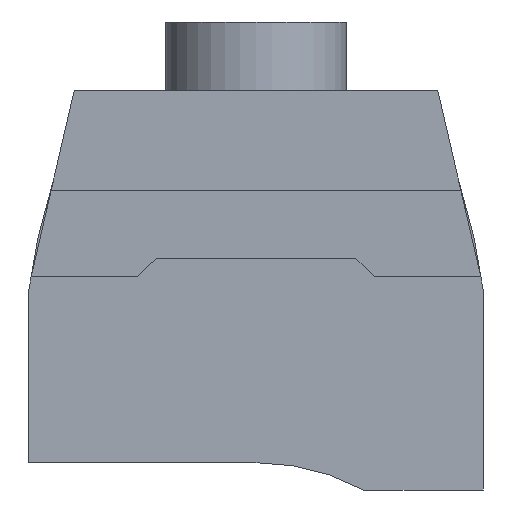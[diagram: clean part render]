
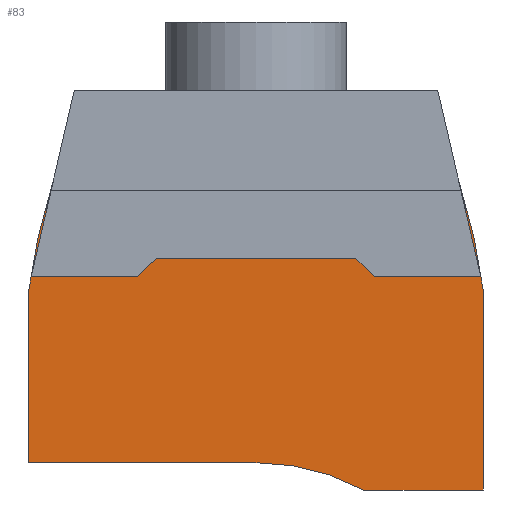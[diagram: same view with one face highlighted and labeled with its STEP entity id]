
A CAD part, left-side view. The second image highlights one B-rep face of the part: STEP entity #83.
In plain terms, the highlighted planar face has unit normal (-1, 0, 0).
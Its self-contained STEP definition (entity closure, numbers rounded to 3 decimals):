
#55=CIRCLE('',#1008,50.);
#83=ADVANCED_FACE('',(#173),#130,.F.);
#130=PLANE('',#1023);
#173=FACE_OUTER_BOUND('',#222,.T.);
#222=EDGE_LOOP('',(#349,#350,#351,#352,#353,#354,#355,#356,#357,#358,#359,
#360,#361,#362,#363,#364));
#349=ORIENTED_EDGE('',*,*,#640,.F.);
#350=ORIENTED_EDGE('',*,*,#672,.T.);
#351=ORIENTED_EDGE('',*,*,#673,.T.);
#352=ORIENTED_EDGE('',*,*,#674,.T.);
#353=ORIENTED_EDGE('',*,*,#675,.T.);
#354=ORIENTED_EDGE('',*,*,#627,.T.);
#355=ORIENTED_EDGE('',*,*,#676,.T.);
#356=ORIENTED_EDGE('',*,*,#677,.T.);
#357=ORIENTED_EDGE('',*,*,#663,.T.);
#358=ORIENTED_EDGE('',*,*,#666,.T.);
#359=ORIENTED_EDGE('',*,*,#631,.F.);
#360=ORIENTED_EDGE('',*,*,#643,.F.);
#361=ORIENTED_EDGE('',*,*,#646,.F.);
#362=ORIENTED_EDGE('',*,*,#655,.F.);
#363=ORIENTED_EDGE('',*,*,#653,.F.);
#364=ORIENTED_EDGE('',*,*,#657,.F.);
#538=VERTEX_POINT('',#1371);
#539=VERTEX_POINT('',#1373);
#542=VERTEX_POINT('',#1380);
#543=VERTEX_POINT('',#1382);
#546=VERTEX_POINT('',#1390);
#549=VERTEX_POINT('',#1397);
#551=VERTEX_POINT('',#1403);
#553=VERTEX_POINT('',#1409);
#557=VERTEX_POINT('',#1420);
#559=VERTEX_POINT('',#1424);
#563=VERTEX_POINT('',#1443);
#564=VERTEX_POINT('',#1445);
#569=VERTEX_POINT('',#1460);
#570=VERTEX_POINT('',#1464);
#571=VERTEX_POINT('',#1466);
#572=VERTEX_POINT('',#1469);
#627=EDGE_CURVE('',#539,#538,#55,.T.);
#631=EDGE_CURVE('',#542,#543,#756,.T.);
#640=EDGE_CURVE('',#549,#546,#765,.T.);
#643=EDGE_CURVE('',#551,#542,#768,.T.);
#646=EDGE_CURVE('',#553,#551,#771,.T.);
#653=EDGE_CURVE('',#559,#557,#778,.T.);
#655=EDGE_CURVE('',#557,#553,#780,.T.);
#657=EDGE_CURVE('',#546,#559,#782,.T.);
#663=EDGE_CURVE('',#564,#563,#788,.T.);
#666=EDGE_CURVE('',#563,#543,#791,.T.);
#672=EDGE_CURVE('',#549,#569,#797,.T.);
#673=EDGE_CURVE('',#569,#570,#798,.T.);
#674=EDGE_CURVE('',#570,#571,#799,.T.);
#675=EDGE_CURVE('',#571,#539,#800,.T.);
#676=EDGE_CURVE('',#538,#572,#801,.T.);
#677=EDGE_CURVE('',#572,#564,#802,.T.);
#756=LINE('',#1381,#871);
#765=LINE('',#1398,#880);
#768=LINE('',#1404,#883);
#771=LINE('',#1410,#886);
#778=LINE('',#1425,#893);
#780=LINE('',#1428,#895);
#782=LINE('',#1431,#897);
#788=LINE('',#1444,#903);
#791=LINE('',#1450,#906);
#797=LINE('',#1461,#912);
#798=LINE('',#1463,#913);
#799=LINE('',#1465,#914);
#800=LINE('',#1467,#915);
#801=LINE('',#1468,#916);
#802=LINE('',#1470,#917);
#871=VECTOR('',#1114,1.);
#880=VECTOR('',#1125,1.);
#883=VECTOR('',#1130,1.);
#886=VECTOR('',#1135,1.);
#893=VECTOR('',#1146,1.);
#895=VECTOR('',#1150,1.);
#897=VECTOR('',#1154,1.);
#903=VECTOR('',#1166,1.);
#906=VECTOR('',#1171,1.);
#912=VECTOR('',#1179,1.);
#913=VECTOR('',#1182,1.);
#914=VECTOR('',#1183,1.);
#915=VECTOR('',#1184,1.);
#916=VECTOR('',#1185,1.);
#917=VECTOR('',#1186,1.);
#1008=AXIS2_PLACEMENT_3D('',#1372,#1107,#1108);
#1023=AXIS2_PLACEMENT_3D('',#1471,#1187,#1188);
#1107=DIRECTION('',(1.,0.,0.));
#1108=DIRECTION('',(0.,1.,0.));
#1114=DIRECTION('',(0.,0.225,0.974));
#1125=DIRECTION('',(0.,0.225,-0.974));
#1130=DIRECTION('',(0.,-1.,0.));
#1135=DIRECTION('',(0.,-0.707,-0.707));
#1146=DIRECTION('',(0.,-0.707,0.707));
#1150=DIRECTION('',(0.,-1.,0.));
#1154=DIRECTION('',(0.,-1.,0.));
#1166=DIRECTION('',(0.,0.174,0.985));
#1171=DIRECTION('',(0.,0.259,0.966));
#1179=DIRECTION('',(0.,0.259,-0.966));
#1182=DIRECTION('',(0.,0.174,-0.985));
#1183=DIRECTION('',(0.,0.,-1.));
#1184=DIRECTION('',(0.,-1.,0.));
#1185=DIRECTION('',(0.,-1.,0.));
#1186=DIRECTION('',(0.,0.,1.));
#1187=DIRECTION('',(1.,0.,0.));
#1188=DIRECTION('',(0.,0.,1.));
#1371=CARTESIAN_POINT('',(70.5,-23.749,-88.));
#1372=CARTESIAN_POINT('',(70.5,0.,-132.));
#1373=CARTESIAN_POINT('',(70.5,0.,-82.));
#1380=CARTESIAN_POINT('',(70.5,-49.466,-41.));
#1381=CARTESIAN_POINT('',(70.5,-49.466,-41.));
#1382=CARTESIAN_POINT('',(70.5,-44.43,-19.189));
#1390=CARTESIAN_POINT('',(70.5,49.466,-41.));
#1397=CARTESIAN_POINT('',(70.5,44.43,-19.189));
#1398=CARTESIAN_POINT('',(70.5,40.,0.));
#1403=CARTESIAN_POINT('',(70.5,-26.,-41.));
#1404=CARTESIAN_POINT('',(70.5,-26.,-41.));
#1409=CARTESIAN_POINT('',(70.5,-22.,-37.));
#1410=CARTESIAN_POINT('',(70.5,-22.,-37.));
#1420=CARTESIAN_POINT('',(70.5,22.,-37.));
#1424=CARTESIAN_POINT('',(70.5,26.,-41.));
#1425=CARTESIAN_POINT('',(70.5,26.,-41.));
#1428=CARTESIAN_POINT('',(70.5,22.,-37.));
#1431=CARTESIAN_POINT('',(70.5,49.466,-41.));
#1443=CARTESIAN_POINT('',(70.5,-47.925,-32.232));
#1444=CARTESIAN_POINT('',(70.5,-50.,-44.));
#1445=CARTESIAN_POINT('',(70.5,-50.,-44.));
#1450=CARTESIAN_POINT('',(70.5,-47.925,-32.232));
#1460=CARTESIAN_POINT('',(70.5,47.925,-32.232));
#1461=CARTESIAN_POINT('',(70.5,41.7,-9.));
#1463=CARTESIAN_POINT('',(70.5,47.925,-32.232));
#1464=CARTESIAN_POINT('',(70.5,50.,-44.));
#1465=CARTESIAN_POINT('',(70.5,50.,-44.));
#1466=CARTESIAN_POINT('',(70.5,50.,-82.));
#1467=CARTESIAN_POINT('',(70.5,50.,-82.));
#1468=CARTESIAN_POINT('',(70.5,-23.749,-88.));
#1469=CARTESIAN_POINT('',(70.5,-50.,-88.));
#1470=CARTESIAN_POINT('',(70.5,-50.,-88.));
#1471=CARTESIAN_POINT('',(70.5,0.,-132.));
